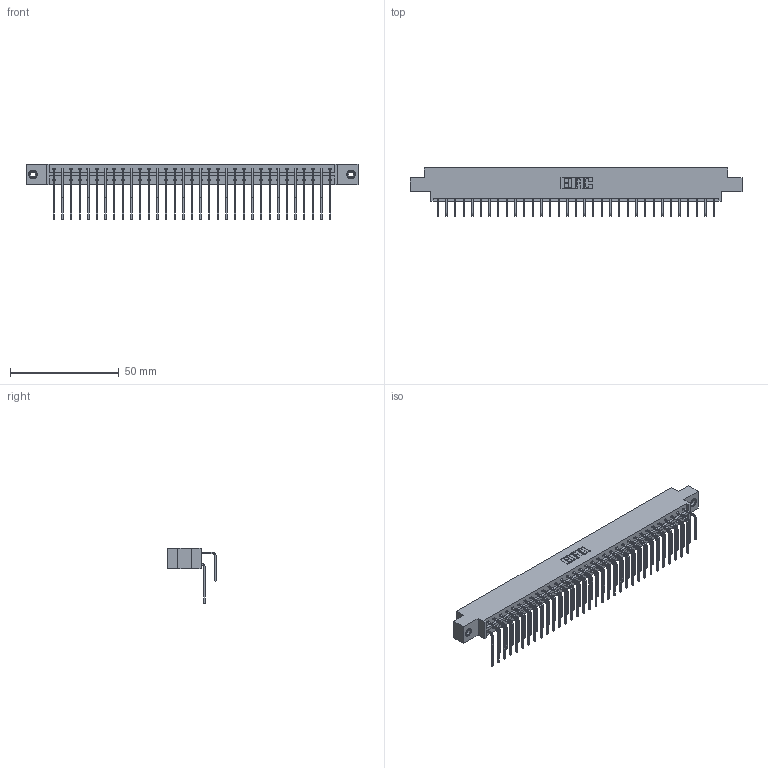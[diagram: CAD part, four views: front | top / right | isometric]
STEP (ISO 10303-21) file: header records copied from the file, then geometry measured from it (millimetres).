
FILE_DESCRIPTION (( 'STEP AP203' ), '1' );
FILE_NAME ('833-066-558-808.STEP', '2020-06-05T09:39:20', ( '' ), ( '' ), 'SwSTEP 2.0', 'SolidWorks 2020', '' );
FILE_SCHEMA (( 'CONFIG_CONTROL_DESIGN' ));
Length unit declared in the file: inch
Products named in the file (5): 345-292-001_558 559 Tail - 1; 345-292-001_558 Tail - 2; 833 Part_Offset - .156 Dia - TI; 833-066-558-808; 345-250-001_345-250-003-102
Assembly tree (69 placements, depth 2):
  833-066-558-808
    833 Part_Offset - .156 Dia - TI
    345-292-001_558 559 Tail - 1  x33
    345-292-001_558 Tail - 2  x33
    345-250-001_345-250-003-102  x2
Bounding box: 152.3 x 22.17 x 25.53 mm (x, y, z)
Volume: 15611.1 mm3; surface area: 20498.5 mm2
Topology: 69 solids, 69 shells, 3742 faces, 11085 edges, 7294 vertices
Faces by surface type: plane 2614, cylinder 1112, cone 12, torus 4
Entity records: 25496 total; most frequent: CARTESIAN_POINT 4272, ORIENTED_EDGE 4150, DIRECTION 3677, EDGE_CURVE 2075, VECTOR 1887, LINE 1887, VERTEX_POINT 1376, AXIS2_PLACEMENT_3D 895
